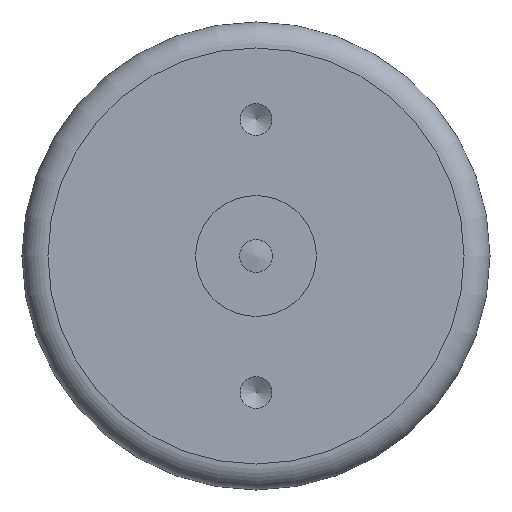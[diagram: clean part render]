
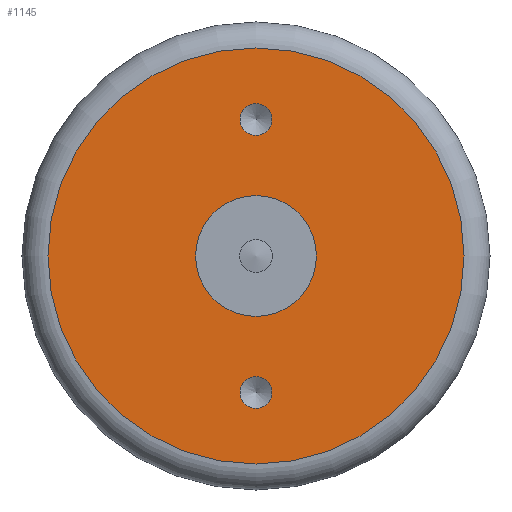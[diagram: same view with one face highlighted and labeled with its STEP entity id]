
A CAD part, front view. The second image highlights one B-rep face of the part: STEP entity #1145.
In plain terms, the highlighted planar face has unit normal (0, -1, 0).
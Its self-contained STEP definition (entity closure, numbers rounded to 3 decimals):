
#845=CARTESIAN_POINT('',(1.23,0.0,10.5));
#846=VERTEX_POINT('',#845);
#847=CARTESIAN_POINT('',(0.0,0.0,10.5));
#848=DIRECTION('',(0.0,1.0,0.0));
#849=DIRECTION('',(1.0,0.0,0.0));
#850=AXIS2_PLACEMENT_3D('',#847,#848,#849);
#851=CIRCLE('',#850,1.23);
#852=EDGE_CURVE('',#846,#846,#851,.T.);
#924=CARTESIAN_POINT('',(1.23,0.0,-10.5));
#925=VERTEX_POINT('',#924);
#926=CARTESIAN_POINT('',(0.0,0.0,-10.5));
#927=DIRECTION('',(0.0,1.0,0.0));
#928=DIRECTION('',(1.0,0.0,0.0));
#929=AXIS2_PLACEMENT_3D('',#926,#927,#928);
#930=CIRCLE('',#929,1.23);
#931=EDGE_CURVE('',#925,#925,#930,.T.);
#1064=CARTESIAN_POINT('',(4.65,0.0,0.));
#1065=VERTEX_POINT('',#1064);
#1066=CARTESIAN_POINT('',(0.0,0.0,0.0));
#1067=DIRECTION('',(0.0,1.0,0.0));
#1068=DIRECTION('',(-1.0,0.0,0.0));
#1069=AXIS2_PLACEMENT_3D('',#1066,#1067,#1068);
#1070=CIRCLE('',#1069,4.65);
#1071=EDGE_CURVE('',#1065,#1065,#1070,.T.);
#1104=CARTESIAN_POINT('',(-16.0,0.0,0.));
#1105=VERTEX_POINT('',#1104);
#1106=CARTESIAN_POINT('',(0.0,0.0,0.0));
#1107=DIRECTION('',(0.0,1.0,0.0));
#1108=DIRECTION('',(1.0,0.0,0.0));
#1109=AXIS2_PLACEMENT_3D('',#1106,#1107,#1108);
#1110=CIRCLE('',#1109,16.0);
#1111=EDGE_CURVE('',#1105,#1105,#1110,.T.);
#1128=CARTESIAN_POINT('',(0.0,0.0,0.0));
#1129=DIRECTION('',(0.0,-1.0,0.0));
#1130=DIRECTION('',(0.0,0.0,-1.0));
#1131=AXIS2_PLACEMENT_3D('',#1128,#1129,#1130);
#1132=PLANE('',#1131);
#1133=ORIENTED_EDGE('',*,*,#1111,.F.);
#1134=EDGE_LOOP('',(#1133));
#1135=FACE_OUTER_BOUND('',#1134,.T.);
#1136=ORIENTED_EDGE('',*,*,#852,.T.);
#1137=EDGE_LOOP('',(#1136));
#1138=FACE_BOUND('',#1137,.T.);
#1139=ORIENTED_EDGE('',*,*,#931,.T.);
#1140=EDGE_LOOP('',(#1139));
#1141=FACE_BOUND('',#1140,.T.);
#1142=ORIENTED_EDGE('',*,*,#1071,.T.);
#1143=EDGE_LOOP('',(#1142));
#1144=FACE_BOUND('',#1143,.T.);
#1145=ADVANCED_FACE('',(#1135,#1138,#1141,#1144),#1132,.T.);
